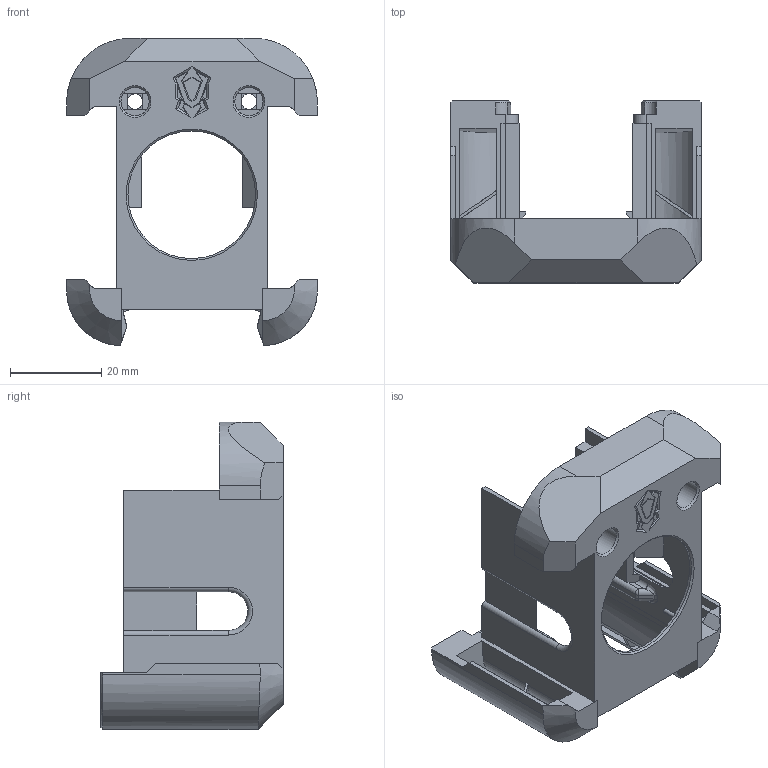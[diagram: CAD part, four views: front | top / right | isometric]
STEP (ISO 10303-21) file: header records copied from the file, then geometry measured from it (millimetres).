
FILE_DESCRIPTION(/* description */ (''),/* implementation_level */ '2;1');
FILE_NAME(/* name */ 'PFA_Cowl.step',/* time_stamp */ '2024-01-08T21:15:15Z',/* author */ (''),/* organization */ (''),/* preprocessor_version */ 'ST-DEVELOPER v20',/* originating_system */ 'Autodesk Translation Framework v12.14.0.127',/* authorisation */ '');
FILE_SCHEMA (('AUTOMOTIVE_DESIGN { 1 0 10303 214 3 1 1 }'));
Length unit declared in the file: millimetre
Products named in the file (10): Dragon_Burner_v0.2_v8; Cowl; Ducts; Duct_Left; Standard (1); Duct_Right; Standard; PFABody; LED_Holder; [c]_PFA_Diffuser
Assembly tree (9 placements, depth 5):
  Dragon_Burner_v0.2_v8
    Cowl
      Ducts
        Duct_Left
          Standard (1)
        Duct_Right
          Standard
      PFABody
    LED_Holder
      [c]_PFA_Diffuser
Bounding box: 55 x 40 x 67.41 mm (x, y, z)
Volume: 17141.4 mm3; surface area: 18432.9 mm2
Topology: 4 solids, 5 shells, 387 faces, 1033 edges, 660 vertices
Faces by surface type: plane 275, cylinder 71, cone 24, bspline 9, torus 4, sphere 4
Full cylindrical faces by diameter (mm): 2.9 x2, 3.4 x2, 4.7 x4, 6.2 x2, 28 x1
Entity records: 12813 total; most frequent: CARTESIAN_POINT 2580, ORIENTED_EDGE 2064, DIRECTION 1990, EDGE_CURVE 1032, LINE 800, VECTOR 800, VERTEX_POINT 660, AXIS2_PLACEMENT_3D 595
